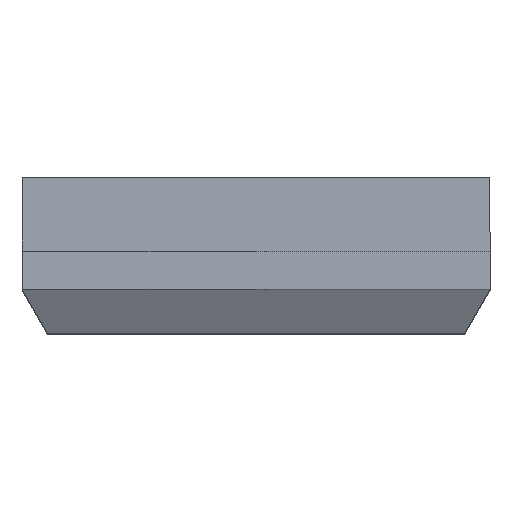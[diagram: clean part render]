
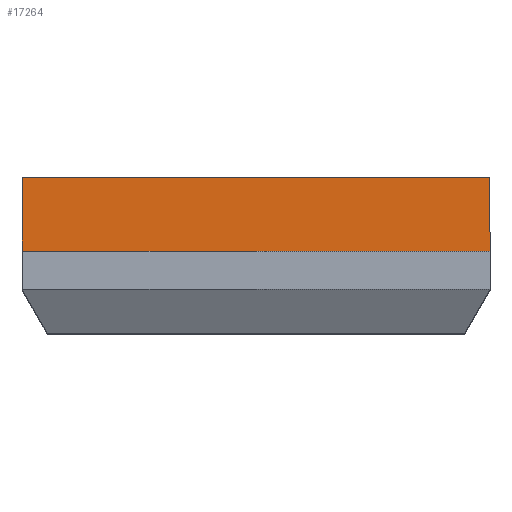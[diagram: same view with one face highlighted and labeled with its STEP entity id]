
A CAD part, top view. The second image highlights one B-rep face of the part: STEP entity #17264.
In plain terms, the highlighted planar face has unit normal (0, 0, 1).
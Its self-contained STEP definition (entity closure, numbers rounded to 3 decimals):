
#1804 = VECTOR ( 'NONE', #2826, 1000. ) ;
#2826 = DIRECTION ( 'NONE',  ( 0., -1., 0. ) ) ;
#4348 = CARTESIAN_POINT ( 'NONE',  ( 7.95, 0., 0. ) ) ;
#6428 = EDGE_CURVE ( 'NONE', #13837, #15444, #19794, .T. ) ;
#7715 = DIRECTION ( 'NONE',  ( 0., 0., 1. ) ) ;
#7850 = CARTESIAN_POINT ( 'NONE',  ( -7.95, 0., 0. ) ) ;
#8104 = LINE ( 'NONE', #4348, #20720 ) ;
#8548 = ORIENTED_EDGE ( 'NONE', *, *, #6428, .T. ) ;
#9119 = EDGE_LOOP ( 'NONE', ( #18619, #17076, #12069, #8548 ) ) ;
#9183 = CARTESIAN_POINT ( 'NONE',  ( -7.95, -2.5, 0. ) ) ;
#12069 = ORIENTED_EDGE ( 'NONE', *, *, #24694, .T. ) ;
#12944 = LINE ( 'NONE', #9183, #15929 ) ;
#13351 = FACE_OUTER_BOUND ( 'NONE', #9119, .T. ) ;
#13837 = VERTEX_POINT ( 'NONE', #17728 ) ;
#14055 = CARTESIAN_POINT ( 'NONE',  ( -7.95, 0., 0. ) ) ;
#14546 = VECTOR ( 'NONE', #23386, 1000. ) ;
#14741 = VERTEX_POINT ( 'NONE', #19758 ) ;
#15050 = VERTEX_POINT ( 'NONE', #20387 ) ;
#15376 = CARTESIAN_POINT ( 'NONE',  ( 0., 0., 0. ) ) ;
#15444 = VERTEX_POINT ( 'NONE', #14055 ) ;
#15892 = DIRECTION ( 'NONE',  ( 0., 1., 0. ) ) ;
#15929 = VECTOR ( 'NONE', #24476, 1000. ) ;
#16099 = EDGE_CURVE ( 'NONE', #15050, #14741, #12944, .T. ) ;
#17076 = ORIENTED_EDGE ( 'NONE', *, *, #16099, .T. ) ;
#17264 = ADVANCED_FACE ( 'NONE', ( #13351 ), #20899, .T. ) ;
#17728 = CARTESIAN_POINT ( 'NONE',  ( 7.95, 0., 0. ) ) ;
#18619 = ORIENTED_EDGE ( 'NONE', *, *, #18841, .T. ) ;
#18841 = EDGE_CURVE ( 'NONE', #15444, #15050, #22039, .T. ) ;
#19040 = DIRECTION ( 'NONE',  ( 1., 0., 0. ) ) ;
#19758 = CARTESIAN_POINT ( 'NONE',  ( 7.95, -2.5, 0. ) ) ;
#19794 = LINE ( 'NONE', #7850, #14546 ) ;
#20387 = CARTESIAN_POINT ( 'NONE',  ( -7.95, -2.5, 0. ) ) ;
#20720 = VECTOR ( 'NONE', #15892, 1000. ) ;
#20899 = PLANE ( 'NONE',  #22322 ) ;
#21667 = CARTESIAN_POINT ( 'NONE',  ( -7.95, 0., 0. ) ) ;
#22039 = LINE ( 'NONE', #21667, #1804 ) ;
#22322 = AXIS2_PLACEMENT_3D ( 'NONE', #15376, #7715, #19040 ) ;
#23386 = DIRECTION ( 'NONE',  ( -1., 0., 0. ) ) ;
#24476 = DIRECTION ( 'NONE',  ( 1., 0., 0. ) ) ;
#24694 = EDGE_CURVE ( 'NONE', #14741, #13837, #8104, .T. ) ;
